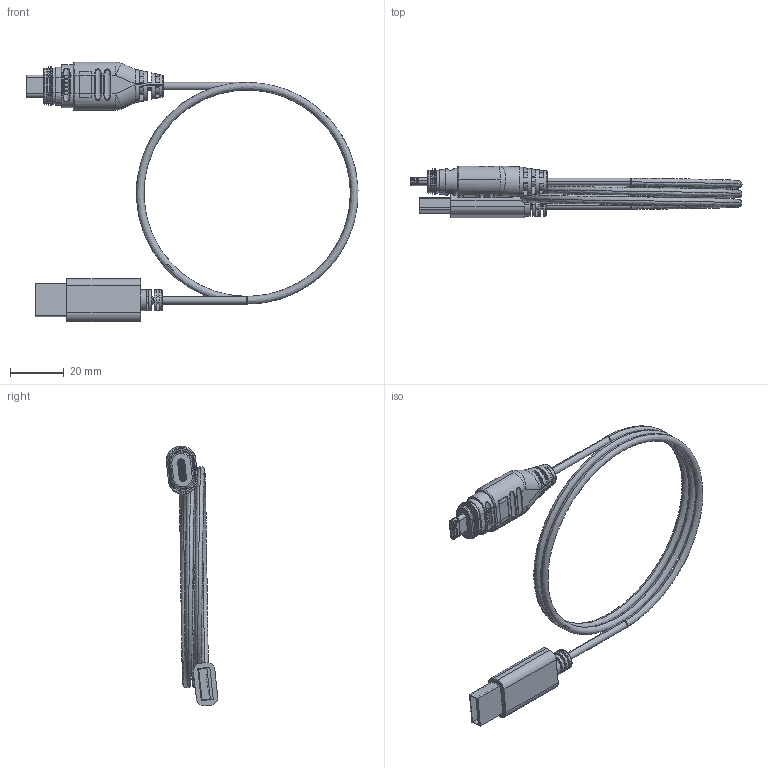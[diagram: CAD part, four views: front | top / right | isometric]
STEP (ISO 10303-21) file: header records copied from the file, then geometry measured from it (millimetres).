
FILE_DESCRIPTION (( 'STEP AP214' ), '1' );
FILE_NAME ('U3A00064.STEP', '2018-08-13T13:25:43', ( '' ), ( '' ), 'SwSTEP 2.0', 'SolidWorks 2017', '' );
FILE_SCHEMA (( 'AUTOMOTIVE_DESIGN' ));
Length unit declared in the file: millimetre
Products named in the file (4): U3A00064-MA3-CABLE; MANIFOLD_SOLID_BREP_85869_WINDING DIAGRAM; MANIFOLD_SOLID_BREP_96721_WINDING DIAGRAM; U3A00064
Assembly tree (3 placements, depth 2):
  U3A00064
    MANIFOLD_SOLID_BREP_85869_WINDING DIAGRAM
    MANIFOLD_SOLID_BREP_96721_WINDING DIAGRAM
    U3A00064-MA3-CABLE
Bounding box: 123.45 x 19.17 x 96.67 mm (x, y, z)
Volume: 7853.5 mm3; surface area: 13597.4 mm2
Topology: 2 solids, 5 shells, 2300 faces, 6558 edges, 4253 vertices
Faces by surface type: plane 1473, cylinder 623, bspline 124, cone 80
Entity records: 91008 total; most frequent: CARTESIAN_POINT 35624, ORIENTED_EDGE 12994, DIRECTION 9018, EDGE_CURVE 6547, VERTEX_POINT 4252, VECTOR 4078, LINE 4078, AXIS2_PLACEMENT_3D 2470
